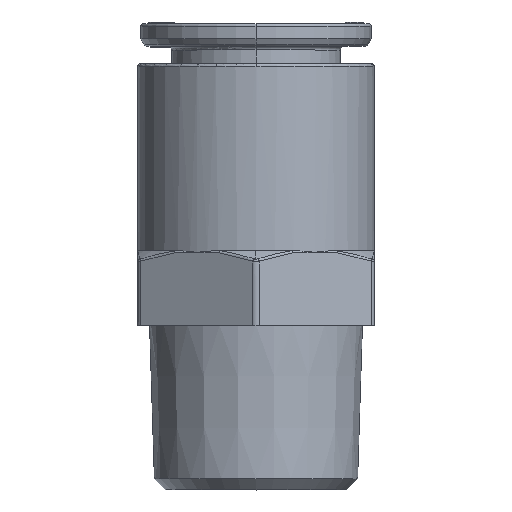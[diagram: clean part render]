
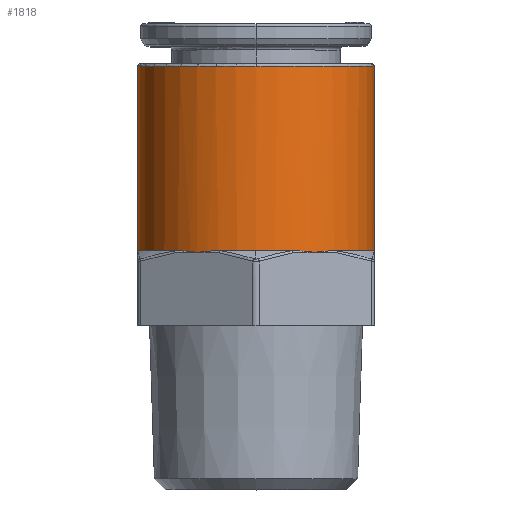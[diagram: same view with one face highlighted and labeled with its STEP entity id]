
A CAD part, top view. The second image highlights one B-rep face of the part: STEP entity #1818.
In plain terms, the highlighted cylindrical face has radius 9.49 mm (diameter 18.98 mm), a partial arc.
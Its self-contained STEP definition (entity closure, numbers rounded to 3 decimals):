
#1818=ADVANCED_FACE('',(#3945),#3946,.T.);
#3945=FACE_OUTER_BOUND('',#9398,.T.);
#3946=CYLINDRICAL_SURFACE('',#9399,9.49);
#9398=EDGE_LOOP('',(#15943,#15944,#15945,#15946,#15947,#15948,#15949,#15950,#15951,#15952,#15953,#15954));
#9399=AXIS2_PLACEMENT_3D('',#15955,#15956,#15957);
#15943=ORIENTED_EDGE('',*,*,#18693,.T.);
#15944=ORIENTED_EDGE('',*,*,#20720,.F.);
#15945=ORIENTED_EDGE('',*,*,#20721,.F.);
#15946=ORIENTED_EDGE('',*,*,#20312,.T.);
#15947=ORIENTED_EDGE('',*,*,#20722,.F.);
#15948=ORIENTED_EDGE('',*,*,#20500,.T.);
#15949=ORIENTED_EDGE('',*,*,#20723,.F.);
#15950=ORIENTED_EDGE('',*,*,#20172,.F.);
#15951=ORIENTED_EDGE('',*,*,#18696,.T.);
#15952=ORIENTED_EDGE('',*,*,#20340,.T.);
#15953=ORIENTED_EDGE('',*,*,#18801,.T.);
#15954=ORIENTED_EDGE('',*,*,#18800,.T.);
#15955=CARTESIAN_POINT('',(0.0,8.993,0.0));
#15956=DIRECTION('',(0.0,1.0,-0.0));
#15957=DIRECTION('',(-1.0,0.0,0.0));
#18693=EDGE_CURVE('',#21638,#21639,#21640,.T.);
#18696=EDGE_CURVE('',#21645,#21643,#21646,.T.);
#18800=EDGE_CURVE('',#21831,#21638,#21832,.T.);
#18801=EDGE_CURVE('',#21826,#21831,#21833,.T.);
#20172=EDGE_CURVE('',#21645,#24011,#24012,.F.);
#20312=EDGE_CURVE('',#24207,#24205,#24208,.T.);
#20340=EDGE_CURVE('',#21643,#21826,#24241,.T.);
#20500=EDGE_CURVE('',#24444,#24445,#24446,.T.);
#20720=EDGE_CURVE('',#24719,#21639,#24720,.T.);
#20721=EDGE_CURVE('',#24207,#24719,#24721,.T.);
#20722=EDGE_CURVE('',#24444,#24205,#24722,.T.);
#20723=EDGE_CURVE('',#24011,#24445,#24723,.T.);
#21638=VERTEX_POINT('',#25857);
#21639=VERTEX_POINT('',#25858);
#21640=LINE('',#25859,#25860);
#21643=VERTEX_POINT('',#25863);
#21645=VERTEX_POINT('',#25865);
#21646=LINE('',#25866,#25867);
#21826=VERTEX_POINT('',#26182);
#21831=VERTEX_POINT('',#26187);
#21832=CIRCLE('',#26188,9.49);
#21833=CIRCLE('',#26189,9.49);
#24011=VERTEX_POINT('',#30878);
#24012=B_SPLINE_CURVE_WITH_KNOTS('',3,(#30879,#30880,#30881,#30882,#30883,#30884,#30885,#30886,#30887,#30888),.UNSPECIFIED.,.F.,.F.,(4,2,2,2,4),(-0.443,-0.356,-0.264,-0.171,-0.084),.UNSPECIFIED.);
#24205=VERTEX_POINT('',#31219);
#24207=VERTEX_POINT('',#31222);
#24208=B_SPLINE_CURVE_WITH_KNOTS('',3,(#31223,#31224,#31225,#31226,#31227,#31228,#31229,#31230,#31231,#31232),.UNSPECIFIED.,.F.,.F.,(4,2,2,2,4),(-0.443,-0.356,-0.264,-0.171,-0.084),.UNSPECIFIED.);
#24241=CIRCLE('',#31274,9.49);
#24444=VERTEX_POINT('',#31777);
#24445=VERTEX_POINT('',#31778);
#24446=B_SPLINE_CURVE_WITH_KNOTS('',3,(#31779,#31780,#31781,#31782,#31783,#31784,#31785,#31786,#31787,#31788),.UNSPECIFIED.,.F.,.F.,(4,2,2,2,4),(-0.443,-0.356,-0.264,-0.171,-0.084),.UNSPECIFIED.);
#24719=VERTEX_POINT('',#32561);
#24720=B_SPLINE_CURVE_WITH_KNOTS('',3,(#32562,#32563,#32564,#32565,#32566,#32567,#32568,#32569,#32570,#32571),.UNSPECIFIED.,.F.,.F.,(4,2,2,2,4),(0.084,0.171,0.264,0.356,0.443),.UNSPECIFIED.);
#24721=CIRCLE('',#32572,9.49);
#24722=CIRCLE('',#32573,9.49);
#24723=CIRCLE('',#32574,9.49);
#25857=CARTESIAN_POINT('',(-9.49,20.8,0.));
#25858=CARTESIAN_POINT('',(-9.49,5.862,0.));
#25859=CARTESIAN_POINT('',(-9.49,8.993,0.));
#25860=VECTOR('',#34219,1.0);
#25863=CARTESIAN_POINT('',(9.49,20.8,0.));
#25865=CARTESIAN_POINT('',(9.49,5.862,0.));
#25866=CARTESIAN_POINT('',(9.49,8.993,0.));
#25867=VECTOR('',#34226,1.0);
#26182=CARTESIAN_POINT('',(0.074,20.8,9.49));
#26187=CARTESIAN_POINT('',(0.0,20.8,9.49));
#26188=AXIS2_PLACEMENT_3D('',#34345,#34346,#34347);
#26189=AXIS2_PLACEMENT_3D('',#34348,#34349,#34350);
#30878=CARTESIAN_POINT('',(9.3,6.,1.889));
#30879=CARTESIAN_POINT('',(9.3,6.,1.889));
#30880=CARTESIAN_POINT('',(9.359,6.,1.601));
#30881=CARTESIAN_POINT('',(9.408,5.975,1.288));
#30882=CARTESIAN_POINT('',(9.474,5.909,0.641));
#30883=CARTESIAN_POINT('',(9.49,5.862,0.308));
#30884=CARTESIAN_POINT('',(9.49,5.862,-0.308));
#30885=CARTESIAN_POINT('',(9.474,5.909,-0.641));
#30886=CARTESIAN_POINT('',(9.408,5.975,-1.288));
#30887=CARTESIAN_POINT('',(9.359,6.,-1.601));
#30888=CARTESIAN_POINT('',(9.3,6.,-1.889));
#31219=CARTESIAN_POINT('',(-3.014,6.,8.999));
#31222=CARTESIAN_POINT('',(-6.286,6.0,7.109));
#31223=CARTESIAN_POINT('',(-6.286,6.,7.109));
#31224=CARTESIAN_POINT('',(-6.066,6.,7.304));
#31225=CARTESIAN_POINT('',(-5.819,5.975,7.503));
#31226=CARTESIAN_POINT('',(-5.292,5.909,7.885));
#31227=CARTESIAN_POINT('',(-5.011,5.862,8.065));
#31228=CARTESIAN_POINT('',(-4.479,5.862,8.372));
#31229=CARTESIAN_POINT('',(-4.182,5.909,8.525));
#31230=CARTESIAN_POINT('',(-3.589,5.975,8.791));
#31231=CARTESIAN_POINT('',(-3.292,6.,8.905));
#31232=CARTESIAN_POINT('',(-3.014,6.,8.999));
#31274=AXIS2_PLACEMENT_3D('',#36430,#36431,#36432);
#31777=CARTESIAN_POINT('',(3.014,6.,8.999));
#31778=CARTESIAN_POINT('',(6.286,6.,7.109));
#31779=CARTESIAN_POINT('',(3.014,6.,8.999));
#31780=CARTESIAN_POINT('',(3.292,6.,8.905));
#31781=CARTESIAN_POINT('',(3.589,5.975,8.791));
#31782=CARTESIAN_POINT('',(4.182,5.909,8.525));
#31783=CARTESIAN_POINT('',(4.479,5.862,8.372));
#31784=CARTESIAN_POINT('',(5.011,5.862,8.065));
#31785=CARTESIAN_POINT('',(5.292,5.909,7.885));
#31786=CARTESIAN_POINT('',(5.819,5.975,7.503));
#31787=CARTESIAN_POINT('',(6.066,6.,7.304));
#31788=CARTESIAN_POINT('',(6.286,6.,7.109));
#32561=CARTESIAN_POINT('',(-9.3,6.,1.889));
#32562=CARTESIAN_POINT('',(-9.3,6.,1.889));
#32563=CARTESIAN_POINT('',(-9.359,6.,1.601));
#32564=CARTESIAN_POINT('',(-9.408,5.975,1.288));
#32565=CARTESIAN_POINT('',(-9.474,5.909,0.641));
#32566=CARTESIAN_POINT('',(-9.49,5.862,0.308));
#32567=CARTESIAN_POINT('',(-9.49,5.862,-0.308));
#32568=CARTESIAN_POINT('',(-9.474,5.909,-0.641));
#32569=CARTESIAN_POINT('',(-9.408,5.975,-1.288));
#32570=CARTESIAN_POINT('',(-9.359,6.,-1.601));
#32571=CARTESIAN_POINT('',(-9.3,6.,-1.889));
#32572=AXIS2_PLACEMENT_3D('',#36811,#36812,#36813);
#32573=AXIS2_PLACEMENT_3D('',#36814,#36815,#36816);
#32574=AXIS2_PLACEMENT_3D('',#36817,#36818,#36819);
#34219=DIRECTION('',(-0.0,-1.0,-0.0));
#34226=DIRECTION('',(0.0,1.0,-0.0));
#34345=CARTESIAN_POINT('',(0.0,20.8,0.0));
#34346=DIRECTION('',(0.0,-1.0,0.0));
#34347=DIRECTION('',(0.0,0.0,-1.0));
#34348=CARTESIAN_POINT('',(0.0,20.8,0.0));
#34349=DIRECTION('',(0.0,-1.0,0.0));
#34350=DIRECTION('',(0.0,0.0,-1.0));
#36430=CARTESIAN_POINT('',(0.0,20.8,0.0));
#36431=DIRECTION('',(0.0,-1.0,0.0));
#36432=DIRECTION('',(0.0,0.0,-1.0));
#36811=CARTESIAN_POINT('',(0.0,6.0,0.0));
#36812=DIRECTION('',(0.0,-1.0,0.0));
#36813=DIRECTION('',(-0.662,0.0,0.749));
#36814=CARTESIAN_POINT('',(0.0,6.0,0.0));
#36815=DIRECTION('',(0.0,-1.0,0.0));
#36816=DIRECTION('',(0.318,0.0,0.948));
#36817=CARTESIAN_POINT('',(0.0,6.0,0.0));
#36818=DIRECTION('',(0.0,-1.0,0.0));
#36819=DIRECTION('',(0.98,0.0,0.199));
